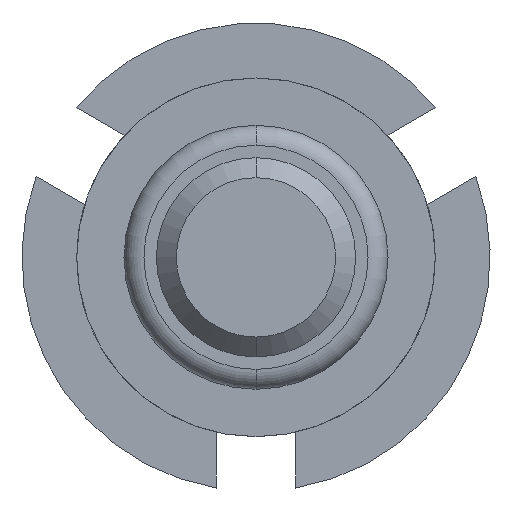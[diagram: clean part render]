
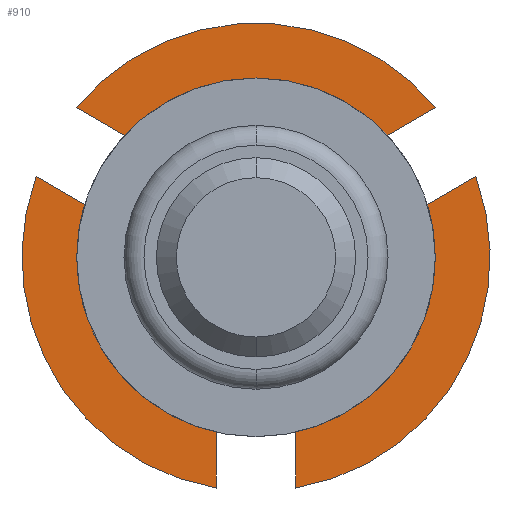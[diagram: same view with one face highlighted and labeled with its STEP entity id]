
A CAD part, front view. The second image highlights one B-rep face of the part: STEP entity #910.
In plain terms, the highlighted planar face has unit normal (0, -1, 0).
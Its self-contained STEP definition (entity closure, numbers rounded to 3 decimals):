
#17 = EDGE_CURVE ( 'Defeature ausgef�hrt4_42+Defeature ausgef�hrt4_26+Defeature ausgef�hrt4_43+Defeature ausgef�hrt4_41', #2440, #4286, #3576, .T. ) ;
#60 = EDGE_LOOP ( 'NONE', ( #4917, #665, #3728, #3228, #617, #223, #1779, #168, #2798, #2304, #3463, #224 ) ) ;
#68 = CARTESIAN_POINT ( 'NONE',  ( -1.805, 5.5, 1.504 ) ) ;
#90 = FACE_OUTER_BOUND ( 'NONE', #60, .T. ) ;
#154 = DIRECTION ( 'NONE',  ( 0., 0., -1. ) ) ;
#168 = ORIENTED_EDGE ( 'NONE', *, *, #4276, .F. ) ;
#171 = DIRECTION ( 'NONE',  ( 0., 0., -1. ) ) ;
#223 = ORIENTED_EDGE ( 'NONE', *, *, #4222, .F. ) ;
#224 = ORIENTED_EDGE ( 'NONE', *, *, #3936, .F. ) ;
#226 = CARTESIAN_POINT ( 'NONE',  ( 0., 5.5, 0. ) ) ;
#231 = VERTEX_POINT ( 'NONE', #3035 ) ;
#241 = CARTESIAN_POINT ( 'NONE',  ( -1.655, 5.5, 0. ) ) ;
#249 = VERTEX_POINT ( 'NONE', #1482 ) ;
#270 = LINE ( 'NONE', #2648, #3272 ) ;
#324 = CARTESIAN_POINT ( 'NONE',  ( 0.2, 5.5, 0.346 ) ) ;
#325 = EDGE_CURVE ( 'Defeature ausgef�hrt4_28+Defeature ausgef�hrt4_26+Defeature ausgef�hrt4_29+Defeature ausgef�hrt4_27', #4214, #249, #3703, .T. ) ;
#358 = DIRECTION ( 'NONE',  ( 0.5, 0., -0.866 ) ) ;
#373 = LINE ( 'NONE', #324, #4427 ) ;
#377 = CARTESIAN_POINT ( 'NONE',  ( 1.586, 5.5, 0.454 ) ) ;
#399 = CARTESIAN_POINT ( 'NONE',  ( 0.2, 5.5, -0.346 ) ) ;
#428 = CARTESIAN_POINT ( 'NONE',  ( 0., 5.5, -1.6 ) ) ;
#500 = CARTESIAN_POINT ( 'NONE',  ( 0., 5.5, 0. ) ) ;
#562 = EDGE_CURVE ( 'Defeature ausgef�hrt4_39+Defeature ausgef�hrt4_26+Defeature ausgef�hrt4_40+Defeature ausgef�hrt4_38', #1473, #2675, #2479, .T. ) ;
#617 = ORIENTED_EDGE ( 'NONE', *, *, #798, .F. ) ;
#664 = DIRECTION ( 'NONE',  ( -0.839, 0., -0.545 ) ) ;
#665 = ORIENTED_EDGE ( 'NONE', *, *, #17, .F. ) ;
#693 = LINE ( 'NONE', #4658, #4824 ) ;
#725 = DIRECTION ( 'NONE',  ( -0.866, 0., 0.5 ) ) ;
#740 = VECTOR ( 'NONE', #5071, 1000. ) ;
#785 = ORIENTED_EDGE ( 'NONE', *, *, #1773, .F. ) ;
#798 = EDGE_CURVE ( 'Defeature ausgef�hrt4_35+Defeature ausgef�hrt4_26+Defeature ausgef�hrt4_36+Defeature ausgef�hrt4_34', #4783, #2982, #2658, .T. ) ;
#842 = CARTESIAN_POINT ( 'NONE',  ( -1.186, 5.5, 1.146 ) ) ;
#871 = VECTOR ( 'NONE', #2441, 1000. ) ;
#910 = ADVANCED_FACE ( 'Defeature ausgef�hrt4_26', ( #90, #1123 ), #2640, .T. ) ;
#942 = VECTOR ( 'NONE', #3668, 1000. ) ;
#986 = EDGE_CURVE ( 'Defeature ausgef�hrt4_43+Defeature ausgef�hrt4_26+Defeature ausgef�hrt4_34+Defeature ausgef�hrt4_42', #4729, #2440, #693, .T. ) ;
#989 = CIRCLE ( 'NONE', #1699, 2.35 ) ;
#1123 = FACE_BOUND ( 'NONE', #2266, .T. ) ;
#1169 = DIRECTION ( 'NONE',  ( -1., 0., 0. ) ) ;
#1186 = CARTESIAN_POINT ( 'NONE',  ( 1.805, 5.5, 1.504 ) ) ;
#1202 = DIRECTION ( 'NONE',  ( 0.839, 0., -0.545 ) ) ;
#1418 = DIRECTION ( 'NONE',  ( 0., -1., 0. ) ) ;
#1424 = CARTESIAN_POINT ( 'NONE',  ( -1.386, 5.5, 0.8 ) ) ;
#1470 = DIRECTION ( 'NONE',  ( 0., 0., -1. ) ) ;
#1473 = VERTEX_POINT ( 'NONE', #4655 ) ;
#1482 = CARTESIAN_POINT ( 'NONE',  ( 0., 5.5, 1.075 ) ) ;
#1646 = CARTESIAN_POINT ( 'NONE',  ( 0., 5.5, -1.075 ) ) ;
#1672 = DIRECTION ( 'NONE',  ( 0., 1., 0. ) ) ;
#1694 = DIRECTION ( 'NONE',  ( 0., 1., 0. ) ) ;
#1699 = AXIS2_PLACEMENT_3D ( 'NONE', #500, #1694, #4806 ) ;
#1715 = VERTEX_POINT ( 'NONE', #1186 ) ;
#1773 = EDGE_CURVE ( 'Defeature ausgef�hrt4_30+Defeature ausgef�hrt4_26+Defeature ausgef�hrt4_27+Defeature ausgef�hrt4_29', #231, #5074, #4699, .T. ) ;
#1779 = ORIENTED_EDGE ( 'NONE', *, *, #3999, .F. ) ;
#1794 = CARTESIAN_POINT ( 'NONE',  ( -0.4, 5.5, -2.316 ) ) ;
#1796 = DIRECTION ( 'NONE',  ( 0.5, 0., 0.866 ) ) ;
#1818 = CARTESIAN_POINT ( 'NONE',  ( -2.205, 5.5, 0.811 ) ) ;
#1931 = DIRECTION ( 'NONE',  ( 0.839, 0., 0.545 ) ) ;
#1943 = CARTESIAN_POINT ( 'NONE',  ( -1.586, 5.5, 0.454 ) ) ;
#2167 = CARTESIAN_POINT ( 'NONE',  ( 0., 5.5, 0. ) ) ;
#2236 = VECTOR ( 'NONE', #1202, 1000. ) ;
#2266 = EDGE_LOOP ( 'NONE', ( #4900, #2997, #785, #4614 ) ) ;
#2289 = DIRECTION ( 'NONE',  ( -0.866, 0., -0.5 ) ) ;
#2298 = AXIS2_PLACEMENT_3D ( 'NONE', #226, #1418, #1470 ) ;
#2304 = ORIENTED_EDGE ( 'NONE', *, *, #562, .F. ) ;
#2311 = EDGE_CURVE ( 'Defeature ausgef�hrt4_34+Defeature ausgef�hrt4_26+Defeature ausgef�hrt4_35+Defeature ausgef�hrt4_43', #2982, #4729, #2542, .T. ) ;
#2434 = VERTEX_POINT ( 'NONE', #3688 ) ;
#2440 = VERTEX_POINT ( 'NONE', #1943 ) ;
#2441 = DIRECTION ( 'NONE',  ( -0.839, 0., 0.545 ) ) ;
#2479 = LINE ( 'NONE', #3913, #4640 ) ;
#2542 = CIRCLE ( 'NONE', #4256, 2.35 ) ;
#2640 = PLANE ( 'NONE',  #2298 ) ;
#2648 = CARTESIAN_POINT ( 'NONE',  ( -0.2, 5.5, 0.346 ) ) ;
#2658 = LINE ( 'NONE', #3279, #942 ) ;
#2675 = VERTEX_POINT ( 'NONE', #377 ) ;
#2700 = VECTOR ( 'NONE', #2981, 1000. ) ;
#2798 = ORIENTED_EDGE ( 'NONE', *, *, #3832, .F. ) ;
#2819 = LINE ( 'NONE', #399, #740 ) ;
#2828 = CARTESIAN_POINT ( 'NONE',  ( 0., 5.5, 1.075 ) ) ;
#2877 = EDGE_CURVE ( 'Defeature ausgef�hrt4_40+Defeature ausgef�hrt4_26+Defeature ausgef�hrt4_19+Defeature ausgef�hrt4_39', #1715, #1473, #270, .T. ) ;
#2981 = DIRECTION ( 'NONE',  ( 0., 0., 1. ) ) ;
#2982 = VERTEX_POINT ( 'NONE', #1794 ) ;
#2997 = ORIENTED_EDGE ( 'NONE', *, *, #4897, .F. ) ;
#3035 = CARTESIAN_POINT ( 'NONE',  ( -1.655, 5.5, 0. ) ) ;
#3078 = VECTOR ( 'NONE', #1796, 1000. ) ;
#3079 = VERTEX_POINT ( 'NONE', #3922 ) ;
#3096 = VERTEX_POINT ( 'NONE', #4194 ) ;
#3127 = VECTOR ( 'NONE', #1931, 1000. ) ;
#3212 = EDGE_CURVE ( 'Defeature ausgef�hrt4_27+Defeature ausgef�hrt4_26+Defeature ausgef�hrt4_28+Defeature ausgef�hrt4_30', #249, #231, #3867, .T. ) ;
#3228 = ORIENTED_EDGE ( 'NONE', *, *, #2311, .F. ) ;
#3260 = LINE ( 'NONE', #3758, #2700 ) ;
#3272 = VECTOR ( 'NONE', #2289, 1000. ) ;
#3279 = CARTESIAN_POINT ( 'NONE',  ( -0.4, 5.5, 0. ) ) ;
#3283 = VERTEX_POINT ( 'NONE', #68 ) ;
#3326 = DIRECTION ( 'NONE',  ( 0., 1., 0. ) ) ;
#3463 = ORIENTED_EDGE ( 'NONE', *, *, #2877, .F. ) ;
#3487 = LINE ( 'NONE', #5004, #3127 ) ;
#3516 = CARTESIAN_POINT ( 'NONE',  ( 1.655, 5.5, 0. ) ) ;
#3576 = LINE ( 'NONE', #1424, #3078 ) ;
#3668 = DIRECTION ( 'NONE',  ( 0., 0., -1. ) ) ;
#3688 = CARTESIAN_POINT ( 'NONE',  ( 2.205, 5.5, 0.811 ) ) ;
#3703 = LINE ( 'NONE', #2828, #871 ) ;
#3728 = ORIENTED_EDGE ( 'NONE', *, *, #986, .F. ) ;
#3744 = CIRCLE ( 'NONE', #5040, 2.35 ) ;
#3758 = CARTESIAN_POINT ( 'NONE',  ( 0.4, 5.5, 0. ) ) ;
#3779 = CARTESIAN_POINT ( 'NONE',  ( -0.4, 5.5, -1.6 ) ) ;
#3832 = EDGE_CURVE ( 'Defeature ausgef�hrt4_38+Defeature ausgef�hrt4_26+Defeature ausgef�hrt4_39+Defeature ausgef�hrt4_20', #2675, #2434, #2819, .T. ) ;
#3860 = DIRECTION ( 'NONE',  ( 0.866, 0., -0.5 ) ) ;
#3867 = LINE ( 'NONE', #241, #4051 ) ;
#3913 = CARTESIAN_POINT ( 'NONE',  ( 1.386, 5.5, 0.8 ) ) ;
#3922 = CARTESIAN_POINT ( 'NONE',  ( 0.4, 5.5, -2.316 ) ) ;
#3936 = EDGE_CURVE ( 'Defeature ausgef�hrt4_19+Defeature ausgef�hrt4_26+Defeature ausgef�hrt4_41+Defeature ausgef�hrt4_40', #3283, #1715, #3744, .T. ) ;
#3999 = EDGE_CURVE ( 'Defeature ausgef�hrt4_37+Defeature ausgef�hrt4_26+Defeature ausgef�hrt4_20+Defeature ausgef�hrt4_36', #3079, #3096, #3260, .T. ) ;
#4001 = CARTESIAN_POINT ( 'NONE',  ( 0., 5.5, 0. ) ) ;
#4051 = VECTOR ( 'NONE', #664, 1000. ) ;
#4121 = EDGE_CURVE ( 'Defeature ausgef�hrt4_41+Defeature ausgef�hrt4_26+Defeature ausgef�hrt4_42+Defeature ausgef�hrt4_19', #4286, #3283, #373, .T. ) ;
#4194 = CARTESIAN_POINT ( 'NONE',  ( 0.4, 5.5, -1.6 ) ) ;
#4214 = VERTEX_POINT ( 'NONE', #3516 ) ;
#4222 = EDGE_CURVE ( 'Defeature ausgef�hrt4_36+Defeature ausgef�hrt4_26+Defeature ausgef�hrt4_37+Defeature ausgef�hrt4_35', #3096, #4783, #4936, .T. ) ;
#4256 = AXIS2_PLACEMENT_3D ( 'NONE', #4001, #1672, #171 ) ;
#4276 = EDGE_CURVE ( 'Defeature ausgef�hrt4_20+Defeature ausgef�hrt4_26+Defeature ausgef�hrt4_38+Defeature ausgef�hrt4_37', #2434, #3079, #989, .T. ) ;
#4286 = VERTEX_POINT ( 'NONE', #842 ) ;
#4361 = CARTESIAN_POINT ( 'NONE',  ( 0., 5.5, -1.075 ) ) ;
#4427 = VECTOR ( 'NONE', #725, 1000. ) ;
#4614 = ORIENTED_EDGE ( 'NONE', *, *, #3212, .F. ) ;
#4625 = VECTOR ( 'NONE', #1169, 1000. ) ;
#4640 = VECTOR ( 'NONE', #358, 1000. ) ;
#4655 = CARTESIAN_POINT ( 'NONE',  ( 1.186, 5.5, 1.146 ) ) ;
#4658 = CARTESIAN_POINT ( 'NONE',  ( -0.2, 5.5, -0.346 ) ) ;
#4699 = LINE ( 'NONE', #4361, #2236 ) ;
#4729 = VERTEX_POINT ( 'NONE', #1818 ) ;
#4783 = VERTEX_POINT ( 'NONE', #3779 ) ;
#4806 = DIRECTION ( 'NONE',  ( 0., 0., -1. ) ) ;
#4824 = VECTOR ( 'NONE', #3860, 1000. ) ;
#4897 = EDGE_CURVE ( 'Defeature ausgef�hrt4_29+Defeature ausgef�hrt4_26+Defeature ausgef�hrt4_30+Defeature ausgef�hrt4_28', #5074, #4214, #3487, .T. ) ;
#4900 = ORIENTED_EDGE ( 'NONE', *, *, #325, .F. ) ;
#4917 = ORIENTED_EDGE ( 'NONE', *, *, #4121, .F. ) ;
#4936 = LINE ( 'NONE', #428, #4625 ) ;
#5004 = CARTESIAN_POINT ( 'NONE',  ( 1.655, 5.5, 0. ) ) ;
#5040 = AXIS2_PLACEMENT_3D ( 'NONE', #2167, #3326, #154 ) ;
#5071 = DIRECTION ( 'NONE',  ( 0.866, 0., 0.5 ) ) ;
#5074 = VERTEX_POINT ( 'NONE', #1646 ) ;
